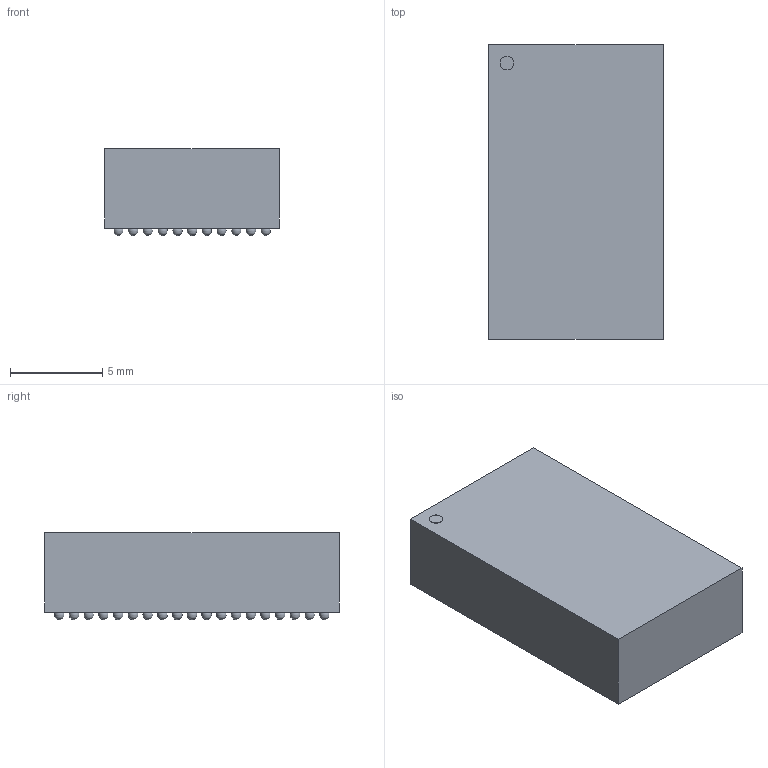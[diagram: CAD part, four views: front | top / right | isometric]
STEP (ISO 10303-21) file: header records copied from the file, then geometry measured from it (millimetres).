
FILE_DESCRIPTION(/* description */ ('model of Analog_BGA-209_9.5x16mm_Layout11x19_P0.8mm_Ball0.5mm_Pad0.4mm'),/* implementation_level */ '2;1');
FILE_NAME(/* name */ 'Analog_BGA-209_9.5x16mm_Layout11x19_P0.8mm_Ball0.5mm_Pad0.4mm.step',/* time_stamp */ '2023-02-13T17:42:15',/* author */ ('KiCAD','kicad'),/* organization */ ('OCCT'),/* preprocessor_version */ '',/* originating_system */ 'KiCAD',/* authorisation */ '');
FILE_SCHEMA(('AUTOMOTIVE_DESIGN { 1 0 10303 214 1 1 1 1 }'));
Length unit declared in the file: millimetre
Products named in the file (9): CQ assembly; 5c7220cc-abbd-11ed-97ab-acde48001122; 5c7220cc-abbd-11ed-97ab-acde48001122_part; 5c7224b4-abbd-11ed-97ab-acde48001122; 5c7224b4-abbd-11ed-97ab-acde48001122_part; 5c722586-abbd-11ed-97ab-acde48001122; 5c722586-abbd-11ed-97ab-acde48001122_part; 5c722612-abbd-11ed-97ab-acde48001122; 5c722612-abbd-11ed-97ab-acde48001122_part
Assembly tree (8 placements, depth 4):
  CQ assembly
    5c7220cc-abbd-11ed-97ab-acde48001122
      5c7220cc-abbd-11ed-97ab-acde48001122_part
      5c7224b4-abbd-11ed-97ab-acde48001122
        5c7224b4-abbd-11ed-97ab-acde48001122_part
      5c722586-abbd-11ed-97ab-acde48001122
        5c722586-abbd-11ed-97ab-acde48001122_part
      5c722612-abbd-11ed-97ab-acde48001122
        5c722612-abbd-11ed-97ab-acde48001122_part
Bounding box: 9.5 x 16 x 4.74 mm (x, y, z)
Volume: 670.6 mm3; surface area: 714.5 mm2
Topology: 211 solids, 211 shells, 427 faces, 1269 edges, 846 vertices
Faces by surface type: sphere 418, plane 8, cylinder 1
Full cylindrical faces by diameter (mm): 0.75 x1
Entity records: 10624 total; most frequent: DIRECTION 1725, CARTESIAN_POINT 1506, ORIENTED_EDGE 866, AXIS2_PLACEMENT_3D 856, VERTEX_POINT 637, FACE_BOUND 636, EDGE_CURVE 433, ADVANCED_FACE 427
